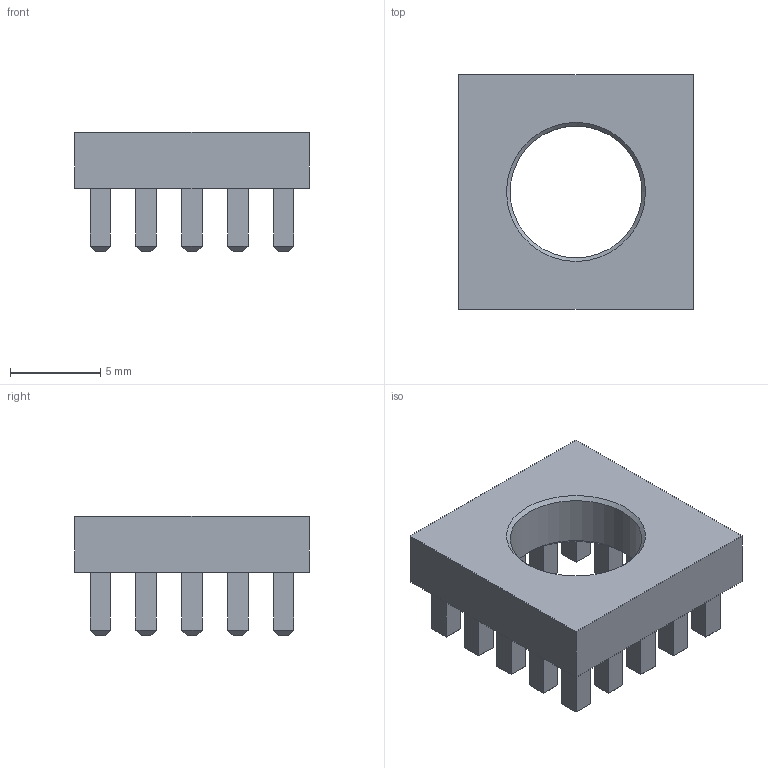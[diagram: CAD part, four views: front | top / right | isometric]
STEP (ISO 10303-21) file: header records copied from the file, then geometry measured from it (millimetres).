
FILE_DESCRIPTION(/* description */ ('Unknown'),/* implementation_level */ '2;1');
FILE_NAME(/* name */ 'MP_Wurth_WP-TGCF_7461071',/* time_stamp */ '2026-01-21T10:31:27+08:00',/* author */ ('Unknown'),/* organization */ ('Unknown'),/* preprocessor_version */ 'ST-DEVELOPER v19.4',/* originating_system */ 'Solid Edge',/* authorisation */ 'Unknown');
FILE_SCHEMA (('AUTOMOTIVE_DESIGN {1 0 10303 214 3 1 1}'));
Length unit declared in the file: millimetre
Products named in the file (1): MP_Wurth_WP-TGCF_7461071
Bounding box: 13 x 13 x 6.6 mm (x, y, z)
Volume: 462 mm3; surface area: 719.3 mm2
Topology: 1 solids, 1 shells, 153 faces, 339 edges, 204 vertices
Faces by surface type: plane 150, cone 2, cylinder 1
Full cylindrical faces by diameter (mm): 7.3 x1
Entity records: 4068 total; most frequent: CARTESIAN_POINT 694, ORIENTED_EDGE 672, DIRECTION 648, EDGE_CURVE 336, LINE 332, VECTOR 332, VERTEX_POINT 204, EDGE_LOOP 174
